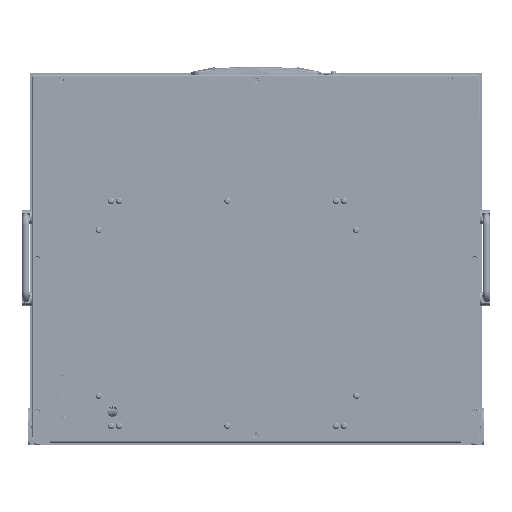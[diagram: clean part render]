
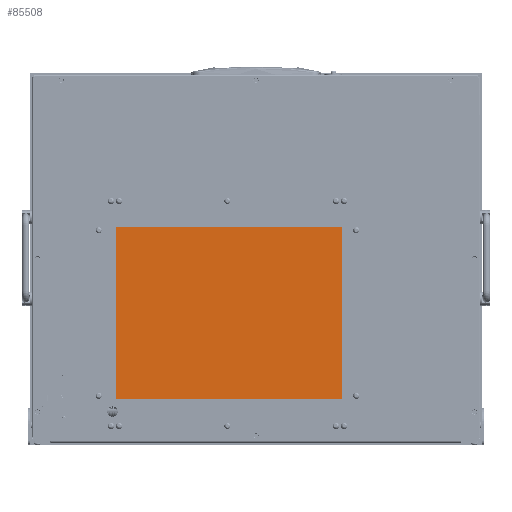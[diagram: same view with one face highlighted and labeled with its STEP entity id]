
A CAD part, front view. The second image highlights one B-rep face of the part: STEP entity #85508.
In plain terms, the highlighted planar face has unit normal (0, -1, 0).
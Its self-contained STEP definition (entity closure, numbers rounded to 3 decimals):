
#13054 = VECTOR ( 'NONE', #54458, 1000. ) ;
#14706 = CARTESIAN_POINT ( 'NONE',  ( 135.25, -4.5, 105.65 ) ) ;
#17977 = EDGE_LOOP ( 'NONE', ( #76649, #65648, #41228, #27645 ) ) ;
#19990 = LINE ( 'NONE', #14706, #68755 ) ;
#20382 = CARTESIAN_POINT ( 'NONE',  ( 135.25, -4.5, -105.65 ) ) ;
#21129 = VERTEX_POINT ( 'NONE', #20382 ) ;
#21814 = CARTESIAN_POINT ( 'NONE',  ( 135.25, -4.5, 105.65 ) ) ;
#26959 = LINE ( 'NONE', #79859, #13054 ) ;
#27645 = ORIENTED_EDGE ( 'NONE', *, *, #62117, .T. ) ;
#28709 = VERTEX_POINT ( 'NONE', #49369 ) ;
#29268 = DIRECTION ( 'NONE',  ( 0., 0., -1. ) ) ;
#29934 = CARTESIAN_POINT ( 'NONE',  ( -141.75, -4.5, 105.65 ) ) ;
#32873 = LINE ( 'NONE', #64356, #40018 ) ;
#38677 = EDGE_CURVE ( 'NONE', #21129, #54501, #26959, .T. ) ;
#40018 = VECTOR ( 'NONE', #77915, 1000. ) ;
#40839 = LINE ( 'NONE', #54369, #47558 ) ;
#41228 = ORIENTED_EDGE ( 'NONE', *, *, #66046, .T. ) ;
#47558 = VECTOR ( 'NONE', #79775, 1000. ) ;
#49356 = FACE_OUTER_BOUND ( 'NONE', #17977, .T. ) ;
#49369 = CARTESIAN_POINT ( 'NONE',  ( -141.75, -4.5, -105.65 ) ) ;
#50735 = EDGE_CURVE ( 'NONE', #54501, #75306, #19990, .T. ) ;
#52790 = DIRECTION ( 'NONE',  ( -1., 0., 0. ) ) ;
#54369 = CARTESIAN_POINT ( 'NONE',  ( -141.75, -4.5, -105.65 ) ) ;
#54458 = DIRECTION ( 'NONE',  ( 0., 0., 1. ) ) ;
#54501 = VERTEX_POINT ( 'NONE', #77184 ) ;
#62117 = EDGE_CURVE ( 'NONE', #28709, #21129, #32873, .T. ) ;
#64356 = CARTESIAN_POINT ( 'NONE',  ( 135.25, -4.5, -105.65 ) ) ;
#65648 = ORIENTED_EDGE ( 'NONE', *, *, #50735, .T. ) ;
#66046 = EDGE_CURVE ( 'NONE', #75306, #28709, #40839, .T. ) ;
#68755 = VECTOR ( 'NONE', #52790, 1000. ) ;
#75306 = VERTEX_POINT ( 'NONE', #29934 ) ;
#76649 = ORIENTED_EDGE ( 'NONE', *, *, #38677, .T. ) ;
#77184 = CARTESIAN_POINT ( 'NONE',  ( 135.25, -4.5, 105.65 ) ) ;
#77915 = DIRECTION ( 'NONE',  ( 1., 0., 0. ) ) ;
#79564 = AXIS2_PLACEMENT_3D ( 'NONE', #21814, #82565, #29268 ) ;
#79775 = DIRECTION ( 'NONE',  ( 0., 0., -1. ) ) ;
#79859 = CARTESIAN_POINT ( 'NONE',  ( 135.25, -4.5, -105.65 ) ) ;
#81707 = PLANE ( 'NONE',  #79564 ) ;
#82565 = DIRECTION ( 'NONE',  ( 0., -1., 0. ) ) ;
#85508 = ADVANCED_FACE ( 'NONE', ( #49356 ), #81707, .T. ) ;
